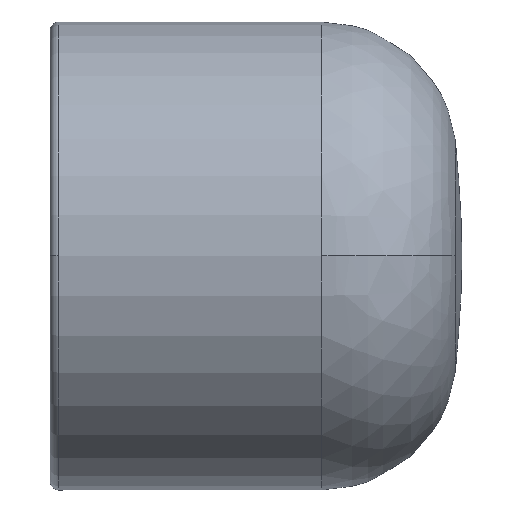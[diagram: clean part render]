
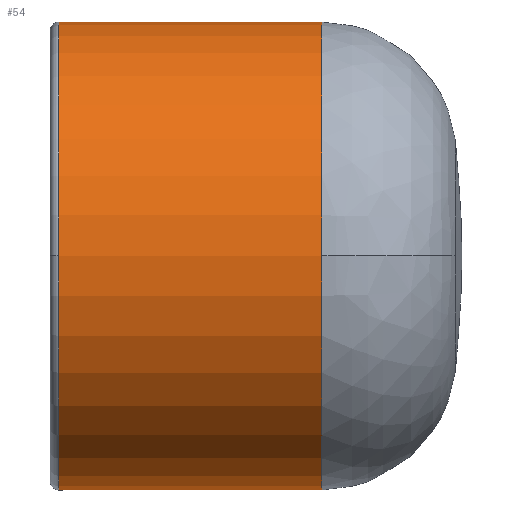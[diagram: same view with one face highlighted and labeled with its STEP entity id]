
A CAD part, top view. The second image highlights one B-rep face of the part: STEP entity #54.
In plain terms, the highlighted cylindrical face has radius 13.9 mm (diameter 27.8 mm), a partial arc.
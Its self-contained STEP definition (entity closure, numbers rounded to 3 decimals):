
#54=ADVANCED_FACE('',(#112),#113,.T.);
#112=FACE_OUTER_BOUND('',#206,.T.);
#113=CYLINDRICAL_SURFACE('',#207,13.9);
#206=EDGE_LOOP('',(#328,#329,#330,#331,#332,#333));
#207=AXIS2_PLACEMENT_3D('',#334,#335,#336);
#328=ORIENTED_EDGE('',*,*,#462,.F.);
#329=ORIENTED_EDGE('',*,*,#463,.T.);
#330=ORIENTED_EDGE('',*,*,#460,.T.);
#331=ORIENTED_EDGE('',*,*,#464,.F.);
#332=ORIENTED_EDGE('',*,*,#465,.F.);
#333=ORIENTED_EDGE('',*,*,#432,.F.);
#334=CARTESIAN_POINT('',(-4.425,0.,0.0));
#335=DIRECTION('',(-1.0,0.,0.0));
#336=DIRECTION('',(0.,1.0,0.0));
#432=EDGE_CURVE('',#498,#490,#500,.T.);
#460=EDGE_CURVE('',#541,#547,#549,.T.);
#462=EDGE_CURVE('',#551,#498,#552,.T.);
#463=EDGE_CURVE('',#551,#541,#553,.T.);
#464=EDGE_CURVE('',#554,#547,#555,.T.);
#465=EDGE_CURVE('',#490,#554,#556,.T.);
#490=VERTEX_POINT('',#583);
#498=VERTEX_POINT('',#609);
#500=CIRCLE('',#611,13.9);
#541=VERTEX_POINT('',#654);
#547=VERTEX_POINT('',#660);
#549=CIRCLE('',#662,13.9);
#551=VERTEX_POINT('',#664);
#552=LINE('',#665,#666);
#553=CIRCLE('',#667,13.9);
#554=VERTEX_POINT('',#668);
#555=LINE('',#669,#670);
#556=CIRCLE('',#671,13.9);
#583=CARTESIAN_POINT('',(3.387,0.,13.9));
#609=CARTESIAN_POINT('',(3.387,13.9,0.));
#611=AXIS2_PLACEMENT_3D('',#705,#706,#707);
#654=CARTESIAN_POINT('',(-12.237,0.,13.9));
#660=CARTESIAN_POINT('',(-12.237,-13.9,0.));
#662=AXIS2_PLACEMENT_3D('',#770,#771,#772);
#664=CARTESIAN_POINT('',(-12.237,13.9,0.));
#665=CARTESIAN_POINT('',(-4.425,13.9,0.));
#666=VECTOR('',#773,1.0);
#667=AXIS2_PLACEMENT_3D('',#774,#775,#776);
#668=CARTESIAN_POINT('',(3.387,-13.9,0.));
#669=CARTESIAN_POINT('',(-4.425,-13.9,0.));
#670=VECTOR('',#777,1.0);
#671=AXIS2_PLACEMENT_3D('',#778,#779,#780);
#705=CARTESIAN_POINT('',(3.387,0.,0.0));
#706=DIRECTION('',(1.0,0.0,0.0));
#707=DIRECTION('',(0.0,1.0,0.0));
#770=CARTESIAN_POINT('',(-12.237,0.,0.0));
#771=DIRECTION('',(1.0,0.0,0.0));
#772=DIRECTION('',(0.0,1.0,0.0));
#773=DIRECTION('',(1.0,0.,0.0));
#774=CARTESIAN_POINT('',(-12.237,0.,0.0));
#775=DIRECTION('',(1.0,0.0,0.0));
#776=DIRECTION('',(0.0,1.0,0.0));
#777=DIRECTION('',(-1.0,0.,0.0));
#778=CARTESIAN_POINT('',(3.387,0.,0.0));
#779=DIRECTION('',(1.0,0.0,0.0));
#780=DIRECTION('',(0.0,1.0,0.0));
